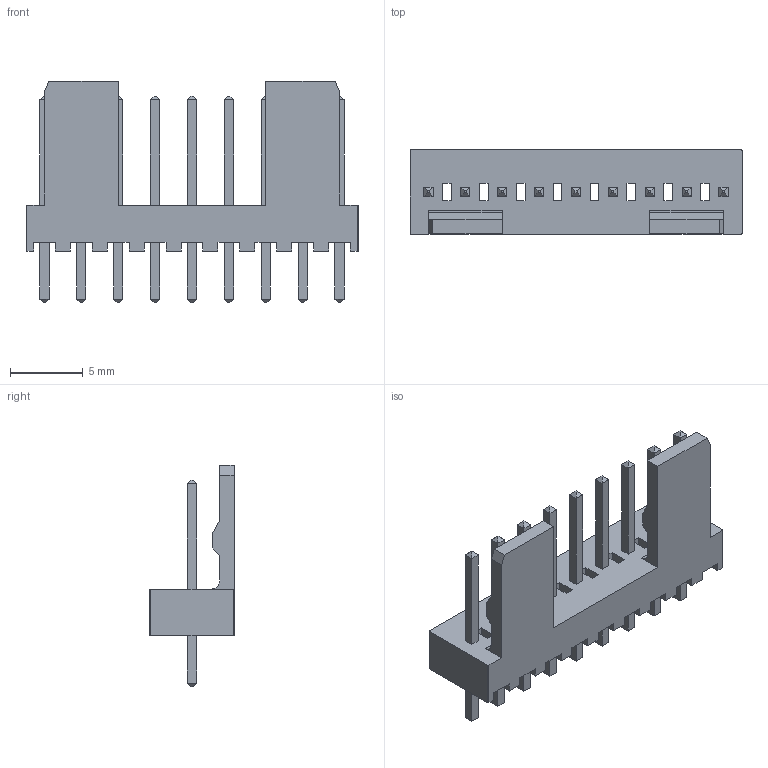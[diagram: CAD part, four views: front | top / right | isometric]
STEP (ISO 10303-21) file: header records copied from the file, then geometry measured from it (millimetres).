
FILE_DESCRIPTION(/* description */ ('model of Molex_KK-6410-09_09x2.54mm_Straight.'),/* implementation_level */ FILE_NAME(/* name */ 'Molex_KK-6410-09_09x2.54mm_Straight..stp',/* time_stamp */ '2017-04-12T11:14:26',/* author */ ('Ray Benitez',''),/* organization */ (''),/* preprocessor_version */ '',/* originating_system */ '',/* authorisation */ '');
FILE_NAME(/* name */ 'Molex_KK-6410-09_09x2.54mm_Straight..stp',/* time_stamp */ '2017-04-12T11:14:26',/* author */ ('Ray Benitez',''),/* organization */ (''),/* preprocessor_version */ '',/* originating_system */ '',/* authorisation */ '');
FILE_SCHEMA(('AUTOMOTIVE_DESIGN_CC2 { 1 2 10303 214 -1 1 5 4 }'));
Length unit declared in the file: millimetre
Products named in the file (2): ASSEMBLY; KK_6410_01x09_2_54mm
Assembly tree (1 placements, depth 2):
  ASSEMBLY
    KK_6410_01x09_2_54mm
Bounding box: 22.86 x 5.8 x 15.26 mm (x, y, z)
Volume: 492.8 mm3; surface area: 1043.7 mm2
Topology: 1 solids, 1 shells, 260 faces, 648 edges, 408 vertices
Faces by surface type: plane 254, cylinder 6
Entity records: 9371 total; most frequent: CARTESIAN_POINT 1318, ORIENTED_EDGE 1296, DIRECTION 1184, EDGE_CURVE 648, LINE 636, VECTOR 636, VERTEX_POINT 408, FACE_BOUND 294
